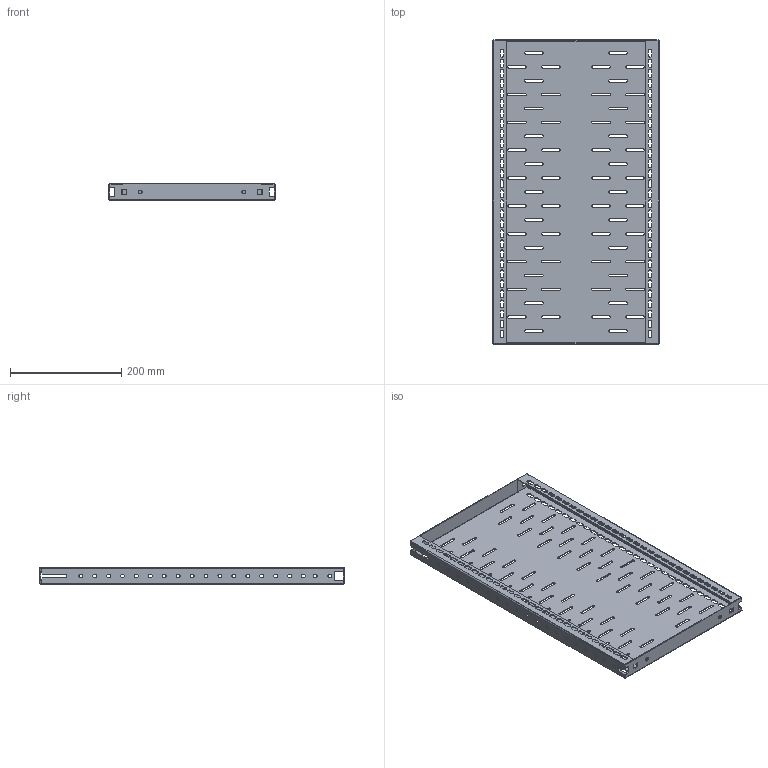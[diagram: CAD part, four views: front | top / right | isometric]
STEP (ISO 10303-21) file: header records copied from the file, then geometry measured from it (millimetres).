
FILE_DESCRIPTION (( 'STEP AP203' ), '1' );
FILE_NAME ('QB09C690.step', '2014-09-29T06:55:52', ( '' ), ( '' ), 'SwSTEP 2.0', 'SolidWorks 2014', '' );
FILE_SCHEMA (( 'CONFIG_CONTROL_DESIGN' ));
Length unit declared in the file: millimetre
Products named in the file (1): QB09C690
Bounding box: 299 x 546.5 x 30 mm (x, y, z)
Volume: 317308.3 mm3; surface area: 441201.1 mm2
Topology: 1 solids, 1 shells, 980 faces, 2874 edges, 1892 vertices
Faces by surface type: cylinder 522, plane 446, bspline 12
Entity records: 34209 total; most frequent: CARTESIAN_POINT 6349, DIRECTION 5790, ORIENTED_EDGE 5748, EDGE_CURVE 2874, AXIS2_PLACEMENT_3D 1989, VERTEX_POINT 1892, LINE 1812, VECTOR 1812
